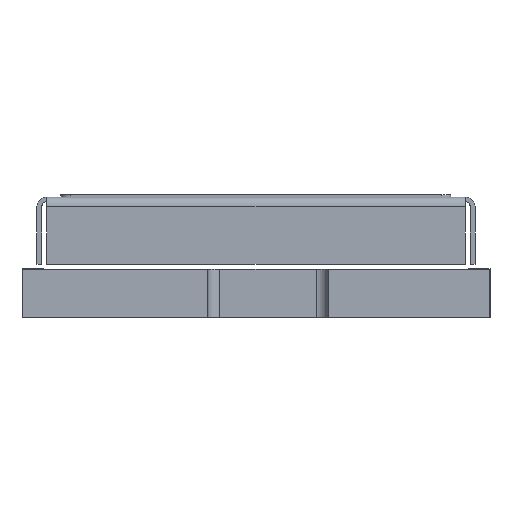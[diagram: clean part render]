
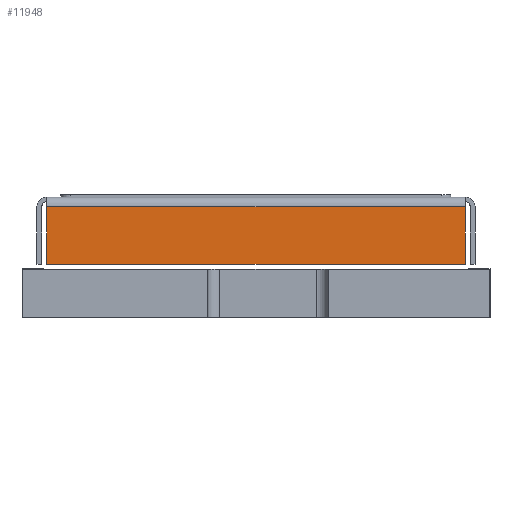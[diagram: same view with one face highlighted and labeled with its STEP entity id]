
A CAD part, front view. The second image highlights one B-rep face of the part: STEP entity #11948.
In plain terms, the highlighted planar face has unit normal (0, -1, 0).
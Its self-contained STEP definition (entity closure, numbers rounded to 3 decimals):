
#419 = DIRECTION ( 'NONE',  ( 0., 0., 1. ) ) ;
#2083 = LINE ( 'NONE', #16345, #30154 ) ;
#2423 = VERTEX_POINT ( 'NONE', #10470 ) ;
#2494 = VECTOR ( 'NONE', #19036, 1000. ) ;
#3085 = ORIENTED_EDGE ( 'NONE', *, *, #32727, .T. ) ;
#6424 = CARTESIAN_POINT ( 'NONE',  ( -4.35, -4.66, 1.1 ) ) ;
#6439 = DIRECTION ( 'NONE',  ( 0., 0., -1. ) ) ;
#7541 = CARTESIAN_POINT ( 'NONE',  ( 4.35, -4.66, 2.3 ) ) ;
#7759 = FACE_OUTER_BOUND ( 'NONE', #25548, .T. ) ;
#8450 = CARTESIAN_POINT ( 'NONE',  ( -4.35, -4.66, 1.1 ) ) ;
#9385 = VERTEX_POINT ( 'NONE', #38314 ) ;
#9949 = VECTOR ( 'NONE', #41102, 1000. ) ;
#10470 = CARTESIAN_POINT ( 'NONE',  ( -4.35, -4.66, 2.3 ) ) ;
#11309 = PLANE ( 'NONE',  #40542 ) ;
#11948 = ADVANCED_FACE ( 'NONE', ( #7759 ), #11309, .T. ) ;
#12514 = LINE ( 'NONE', #26788, #9949 ) ;
#12612 = ORIENTED_EDGE ( 'NONE', *, *, #17250, .T. ) ;
#15571 = LINE ( 'NONE', #43463, #29244 ) ;
#16345 = CARTESIAN_POINT ( 'NONE',  ( -4.55, -4.66, 2.3 ) ) ;
#17250 = EDGE_CURVE ( 'NONE', #45190, #2423, #2083, .T. ) ;
#18077 = ORIENTED_EDGE ( 'NONE', *, *, #37686, .T. ) ;
#18808 = DIRECTION ( 'NONE',  ( 0., -1., 0. ) ) ;
#19036 = DIRECTION ( 'NONE',  ( 0., 0., -1. ) ) ;
#22084 = CARTESIAN_POINT ( 'NONE',  ( -4.55, -4.66, 1.1 ) ) ;
#24314 = EDGE_CURVE ( 'NONE', #9385, #45190, #15571, .T. ) ;
#25548 = EDGE_LOOP ( 'NONE', ( #3085, #25670, #12612, #18077 ) ) ;
#25670 = ORIENTED_EDGE ( 'NONE', *, *, #24314, .T. ) ;
#26788 = CARTESIAN_POINT ( 'NONE',  ( 0., -4.66, 1.1 ) ) ;
#29244 = VECTOR ( 'NONE', #419, 1000. ) ;
#30147 = VERTEX_POINT ( 'NONE', #6424 ) ;
#30154 = VECTOR ( 'NONE', #40263, 1000. ) ;
#32727 = EDGE_CURVE ( 'NONE', #30147, #9385, #12514, .T. ) ;
#37477 = LINE ( 'NONE', #8450, #2494 ) ;
#37686 = EDGE_CURVE ( 'NONE', #2423, #30147, #37477, .T. ) ;
#38314 = CARTESIAN_POINT ( 'NONE',  ( 4.35, -4.66, 1.1 ) ) ;
#40263 = DIRECTION ( 'NONE',  ( -1., 0., 0. ) ) ;
#40542 = AXIS2_PLACEMENT_3D ( 'NONE', #22084, #18808, #6439 ) ;
#41102 = DIRECTION ( 'NONE',  ( 1., 0., 0. ) ) ;
#43463 = CARTESIAN_POINT ( 'NONE',  ( 4.35, -4.66, 1.1 ) ) ;
#45190 = VERTEX_POINT ( 'NONE', #7541 ) ;
